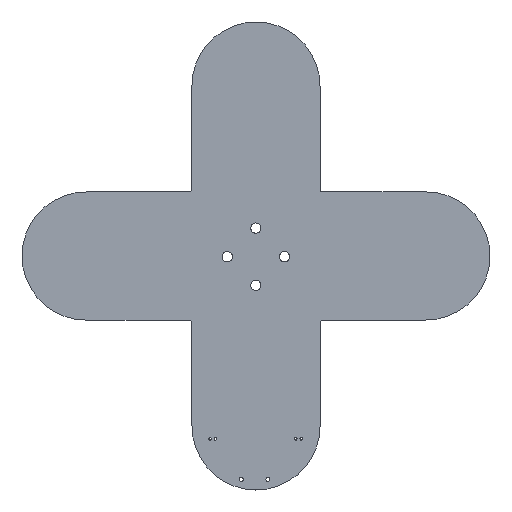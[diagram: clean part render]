
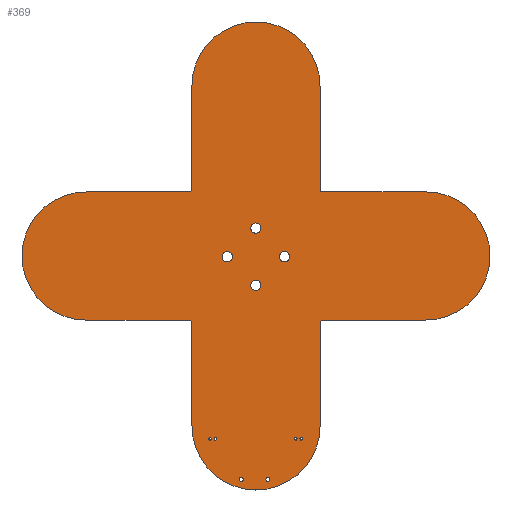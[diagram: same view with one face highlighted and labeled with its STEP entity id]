
A CAD part, top view. The second image highlights one B-rep face of the part: STEP entity #369.
In plain terms, the highlighted planar face has unit normal (0, 0, 1).
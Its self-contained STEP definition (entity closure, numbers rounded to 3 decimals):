
#42 = VERTEX_POINT('',#43);
#43 = CARTESIAN_POINT('',(155.955,-60.695,0.61));
#49 = EDGE_CURVE('',#42,#50,#52,.T.);
#50 = VERTEX_POINT('',#51);
#51 = CARTESIAN_POINT('',(216.255,-60.845,0.61));
#52 = CIRCLE('',#53,30.15);
#53 = AXIS2_PLACEMENT_3D('',#54,#55,#56);
#54 = CARTESIAN_POINT('',(186.105,-60.795,0.61));
#55 = DIRECTION('',(0.,0.,-1.));
#56 = DIRECTION('',(-1.,0.003,0.));
#84 = VERTEX_POINT('',#85);
#85 = CARTESIAN_POINT('',(155.953,-109.319,0.61));
#91 = EDGE_CURVE('',#84,#42,#92,.T.);
#92 = LINE('',#93,#94);
#93 = CARTESIAN_POINT('',(155.953,-109.319,0.61));
#94 = VECTOR('',#95,1.);
#95 = DIRECTION('',(0.,1.,0.));
#113 = EDGE_CURVE('',#50,#114,#116,.T.);
#114 = VERTEX_POINT('',#115);
#115 = CARTESIAN_POINT('',(216.256,-109.319,0.61));
#116 = LINE('',#117,#118);
#117 = CARTESIAN_POINT('',(216.255,-60.845,0.61));
#118 = VECTOR('',#119,1.);
#119 = DIRECTION('',(0.,-1.,0.));
#369 = ADVANCED_FACE('',(#370,#484,#495,#506,#517,#528,#539,#550,#561,
    #572,#583),#594,.T.);
#370 = FACE_BOUND('',#371,.T.);
#371 = EDGE_LOOP('',(#372,#373,#374,#383,#391,#400,#408,#417,#425,#434,
    #442,#451,#459,#468,#476,#483));
#372 = ORIENTED_EDGE('',*,*,#49,.F.);
#373 = ORIENTED_EDGE('',*,*,#91,.F.);
#374 = ORIENTED_EDGE('',*,*,#375,.F.);
#375 = EDGE_CURVE('',#376,#84,#378,.T.);
#376 = VERTEX_POINT('',#377);
#377 = CARTESIAN_POINT('',(154.678,-110.594,0.61));
#378 = CIRCLE('',#379,1.275);
#379 = AXIS2_PLACEMENT_3D('',#380,#381,#382);
#380 = CARTESIAN_POINT('',(154.678,-109.319,0.61));
#381 = DIRECTION('',(0.,0.,1.));
#382 = DIRECTION('',(0.,-1.,0.));
#383 = ORIENTED_EDGE('',*,*,#384,.F.);
#384 = EDGE_CURVE('',#385,#376,#387,.T.);
#385 = VERTEX_POINT('',#386);
#386 = CARTESIAN_POINT('',(106.205,-110.595,0.61));
#387 = LINE('',#388,#389);
#388 = CARTESIAN_POINT('',(106.205,-110.595,0.61));
#389 = VECTOR('',#390,1.);
#390 = DIRECTION('',(1.,0.,0.));
#391 = ORIENTED_EDGE('',*,*,#392,.F.);
#392 = EDGE_CURVE('',#393,#385,#395,.T.);
#393 = VERTEX_POINT('',#394);
#394 = CARTESIAN_POINT('',(106.055,-170.895,0.61));
#395 = CIRCLE('',#396,30.15);
#396 = AXIS2_PLACEMENT_3D('',#397,#398,#399);
#397 = CARTESIAN_POINT('',(106.155,-140.745,0.61));
#398 = DIRECTION('',(0.,0.,-1.));
#399 = DIRECTION('',(-0.003,-1.,-0.));
#400 = ORIENTED_EDGE('',*,*,#401,.F.);
#401 = EDGE_CURVE('',#402,#393,#404,.T.);
#402 = VERTEX_POINT('',#403);
#403 = CARTESIAN_POINT('',(154.68,-170.895,0.61));
#404 = LINE('',#405,#406);
#405 = CARTESIAN_POINT('',(154.68,-170.895,0.61));
#406 = VECTOR('',#407,1.);
#407 = DIRECTION('',(-1.,0.,0.));
#408 = ORIENTED_EDGE('',*,*,#409,.F.);
#409 = EDGE_CURVE('',#410,#402,#412,.T.);
#410 = VERTEX_POINT('',#411);
#411 = CARTESIAN_POINT('',(155.955,-172.17,0.61));
#412 = CIRCLE('',#413,1.275);
#413 = AXIS2_PLACEMENT_3D('',#414,#415,#416);
#414 = CARTESIAN_POINT('',(154.68,-172.17,0.61));
#415 = DIRECTION('',(0.,0.,1.));
#416 = DIRECTION('',(1.,0.,0.));
#417 = ORIENTED_EDGE('',*,*,#418,.F.);
#418 = EDGE_CURVE('',#419,#410,#421,.T.);
#419 = VERTEX_POINT('',#420);
#420 = CARTESIAN_POINT('',(155.955,-220.645,0.61));
#421 = LINE('',#422,#423);
#422 = CARTESIAN_POINT('',(155.955,-220.645,0.61));
#423 = VECTOR('',#424,1.);
#424 = DIRECTION('',(0.,1.,0.));
#425 = ORIENTED_EDGE('',*,*,#426,.F.);
#426 = EDGE_CURVE('',#427,#419,#429,.T.);
#427 = VERTEX_POINT('',#428);
#428 = CARTESIAN_POINT('',(216.255,-220.795,0.61));
#429 = CIRCLE('',#430,30.15);
#430 = AXIS2_PLACEMENT_3D('',#431,#432,#433);
#431 = CARTESIAN_POINT('',(186.105,-220.695,0.61));
#432 = DIRECTION('',(-0.,0.,-1.));
#433 = DIRECTION('',(1.,-0.003,-0.));
#434 = ORIENTED_EDGE('',*,*,#435,.F.);
#435 = EDGE_CURVE('',#436,#427,#438,.T.);
#436 = VERTEX_POINT('',#437);
#437 = CARTESIAN_POINT('',(216.259,-172.172,0.61));
#438 = LINE('',#439,#440);
#439 = CARTESIAN_POINT('',(216.259,-172.172,0.61));
#440 = VECTOR('',#441,1.);
#441 = DIRECTION('',(0.,-1.,0.));
#442 = ORIENTED_EDGE('',*,*,#443,.F.);
#443 = EDGE_CURVE('',#444,#436,#446,.T.);
#444 = VERTEX_POINT('',#445);
#445 = CARTESIAN_POINT('',(217.525,-170.9,0.61));
#446 = CIRCLE('',#447,1.272);
#447 = AXIS2_PLACEMENT_3D('',#448,#449,#450);
#448 = CARTESIAN_POINT('',(217.531,-172.172,0.61));
#449 = DIRECTION('',(0.,0.,1.));
#450 = DIRECTION('',(-0.005,1.,0.));
#451 = ORIENTED_EDGE('',*,*,#452,.F.);
#452 = EDGE_CURVE('',#453,#444,#455,.T.);
#453 = VERTEX_POINT('',#454);
#454 = CARTESIAN_POINT('',(266.005,-170.895,0.61));
#455 = LINE('',#456,#457);
#456 = CARTESIAN_POINT('',(266.005,-170.895,0.61));
#457 = VECTOR('',#458,1.);
#458 = DIRECTION('',(-1.,0.,0.));
#459 = ORIENTED_EDGE('',*,*,#460,.F.);
#460 = EDGE_CURVE('',#461,#453,#463,.T.);
#461 = VERTEX_POINT('',#462);
#462 = CARTESIAN_POINT('',(266.16,-110.59,0.61));
#463 = CIRCLE('',#464,30.153);
#464 = AXIS2_PLACEMENT_3D('',#465,#466,#467);
#465 = CARTESIAN_POINT('',(266.052,-140.743,0.61));
#466 = DIRECTION('',(0.,0.,-1.));
#467 = DIRECTION('',(0.004,1.,0.));
#468 = ORIENTED_EDGE('',*,*,#469,.F.);
#469 = EDGE_CURVE('',#470,#461,#472,.T.);
#470 = VERTEX_POINT('',#471);
#471 = CARTESIAN_POINT('',(217.536,-110.589,0.61));
#472 = LINE('',#473,#474);
#473 = CARTESIAN_POINT('',(217.536,-110.589,0.61));
#474 = VECTOR('',#475,1.);
#475 = DIRECTION('',(1.,0.,0.));
#476 = ORIENTED_EDGE('',*,*,#477,.F.);
#477 = EDGE_CURVE('',#114,#470,#478,.T.);
#478 = CIRCLE('',#479,1.266);
#479 = AXIS2_PLACEMENT_3D('',#480,#481,#482);
#480 = CARTESIAN_POINT('',(217.522,-109.322,0.61));
#481 = DIRECTION('',(0.,0.,1.));
#482 = DIRECTION('',(-1.,0.003,0.));
#483 = ORIENTED_EDGE('',*,*,#113,.F.);
#484 = FACE_BOUND('',#485,.T.);
#485 = EDGE_LOOP('',(#486));
#486 = ORIENTED_EDGE('',*,*,#487,.T.);
#487 = EDGE_CURVE('',#488,#488,#490,.T.);
#488 = VERTEX_POINT('',#489);
#489 = CARTESIAN_POINT('',(164.497,-227.375,0.61));
#490 = CIRCLE('',#491,0.595);
#491 = AXIS2_PLACEMENT_3D('',#492,#493,#494);
#492 = CARTESIAN_POINT('',(164.497,-226.78,0.61));
#493 = DIRECTION('',(-0.,0.,-1.));
#494 = DIRECTION('',(-0.,-1.,0.));
#495 = FACE_BOUND('',#496,.T.);
#496 = EDGE_LOOP('',(#497));
#497 = ORIENTED_EDGE('',*,*,#498,.T.);
#498 = EDGE_CURVE('',#499,#499,#501,.T.);
#499 = VERTEX_POINT('',#500);
#500 = CARTESIAN_POINT('',(167.037,-227.375,0.61));
#501 = CIRCLE('',#502,0.595);
#502 = AXIS2_PLACEMENT_3D('',#503,#504,#505);
#503 = CARTESIAN_POINT('',(167.037,-226.78,0.61));
#504 = DIRECTION('',(-0.,0.,-1.));
#505 = DIRECTION('',(-0.,-1.,0.));
#506 = FACE_BOUND('',#507,.T.);
#507 = EDGE_LOOP('',(#508));
#508 = ORIENTED_EDGE('',*,*,#509,.T.);
#509 = EDGE_CURVE('',#510,#510,#512,.T.);
#510 = VERTEX_POINT('',#511);
#511 = CARTESIAN_POINT('',(179.125,-246.825,0.61));
#512 = CIRCLE('',#513,0.95);
#513 = AXIS2_PLACEMENT_3D('',#514,#515,#516);
#514 = CARTESIAN_POINT('',(179.125,-245.875,0.61));
#515 = DIRECTION('',(-0.,0.,-1.));
#516 = DIRECTION('',(-0.,-1.,0.));
#517 = FACE_BOUND('',#518,.T.);
#518 = EDGE_LOOP('',(#519));
#519 = ORIENTED_EDGE('',*,*,#520,.T.);
#520 = EDGE_CURVE('',#521,#521,#523,.T.);
#521 = VERTEX_POINT('',#522);
#522 = CARTESIAN_POINT('',(191.725,-246.825,0.61));
#523 = CIRCLE('',#524,0.95);
#524 = AXIS2_PLACEMENT_3D('',#525,#526,#527);
#525 = CARTESIAN_POINT('',(191.725,-245.875,0.61));
#526 = DIRECTION('',(-0.,0.,-1.));
#527 = DIRECTION('',(0.,-1.,0.));
#528 = FACE_BOUND('',#529,.T.);
#529 = EDGE_LOOP('',(#530));
#530 = ORIENTED_EDGE('',*,*,#531,.T.);
#531 = EDGE_CURVE('',#532,#532,#534,.T.);
#532 = VERTEX_POINT('',#533);
#533 = CARTESIAN_POINT('',(204.835,-227.34,0.61));
#534 = CIRCLE('',#535,0.595);
#535 = AXIS2_PLACEMENT_3D('',#536,#537,#538);
#536 = CARTESIAN_POINT('',(204.835,-226.745,0.61));
#537 = DIRECTION('',(-0.,0.,-1.));
#538 = DIRECTION('',(-0.,-1.,0.));
#539 = FACE_BOUND('',#540,.T.);
#540 = EDGE_LOOP('',(#541));
#541 = ORIENTED_EDGE('',*,*,#542,.T.);
#542 = EDGE_CURVE('',#543,#543,#545,.T.);
#543 = VERTEX_POINT('',#544);
#544 = CARTESIAN_POINT('',(207.375,-227.34,0.61));
#545 = CIRCLE('',#546,0.595);
#546 = AXIS2_PLACEMENT_3D('',#547,#548,#549);
#547 = CARTESIAN_POINT('',(207.375,-226.745,0.61));
#548 = DIRECTION('',(-0.,0.,-1.));
#549 = DIRECTION('',(-0.,-1.,0.));
#550 = FACE_BOUND('',#551,.T.);
#551 = EDGE_LOOP('',(#552));
#552 = ORIENTED_EDGE('',*,*,#553,.T.);
#553 = EDGE_CURVE('',#554,#554,#556,.T.);
#554 = VERTEX_POINT('',#555);
#555 = CARTESIAN_POINT('',(172.571,-143.512,0.61));
#556 = CIRCLE('',#557,2.413);
#557 = AXIS2_PLACEMENT_3D('',#558,#559,#560);
#558 = CARTESIAN_POINT('',(172.571,-141.099,0.61));
#559 = DIRECTION('',(-0.,0.,-1.));
#560 = DIRECTION('',(0.,-1.,-0.));
#561 = FACE_BOUND('',#562,.T.);
#562 = EDGE_LOOP('',(#563));
#563 = ORIENTED_EDGE('',*,*,#564,.T.);
#564 = EDGE_CURVE('',#565,#565,#567,.T.);
#565 = VERTEX_POINT('',#566);
#566 = CARTESIAN_POINT('',(186.041,-156.982,0.61));
#567 = CIRCLE('',#568,2.413);
#568 = AXIS2_PLACEMENT_3D('',#569,#570,#571);
#569 = CARTESIAN_POINT('',(186.041,-154.569,0.61));
#570 = DIRECTION('',(-0.,0.,-1.));
#571 = DIRECTION('',(-0.,-1.,0.));
#572 = FACE_BOUND('',#573,.T.);
#573 = EDGE_LOOP('',(#574));
#574 = ORIENTED_EDGE('',*,*,#575,.T.);
#575 = EDGE_CURVE('',#576,#576,#578,.T.);
#576 = VERTEX_POINT('',#577);
#577 = CARTESIAN_POINT('',(186.041,-130.042,0.61));
#578 = CIRCLE('',#579,2.413);
#579 = AXIS2_PLACEMENT_3D('',#580,#581,#582);
#580 = CARTESIAN_POINT('',(186.041,-127.629,0.61));
#581 = DIRECTION('',(-0.,0.,-1.));
#582 = DIRECTION('',(-0.,-1.,0.));
#583 = FACE_BOUND('',#584,.T.);
#584 = EDGE_LOOP('',(#585));
#585 = ORIENTED_EDGE('',*,*,#586,.T.);
#586 = EDGE_CURVE('',#587,#587,#589,.T.);
#587 = VERTEX_POINT('',#588);
#588 = CARTESIAN_POINT('',(199.512,-143.512,0.61));
#589 = CIRCLE('',#590,2.413);
#590 = AXIS2_PLACEMENT_3D('',#591,#592,#593);
#591 = CARTESIAN_POINT('',(199.512,-141.099,0.61));
#592 = DIRECTION('',(-0.,0.,-1.));
#593 = DIRECTION('',(-0.,-1.,0.));
#594 = PLANE('',#595);
#595 = AXIS2_PLACEMENT_3D('',#596,#597,#598);
#596 = CARTESIAN_POINT('',(0.,0.,0.61));
#597 = DIRECTION('',(0.,0.,1.));
#598 = DIRECTION('',(1.,0.,-0.));
